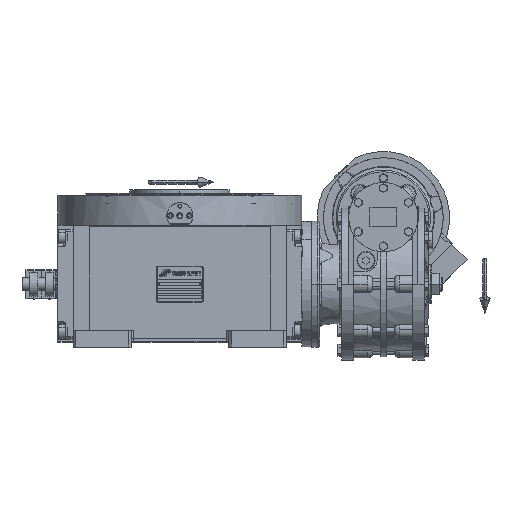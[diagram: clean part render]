
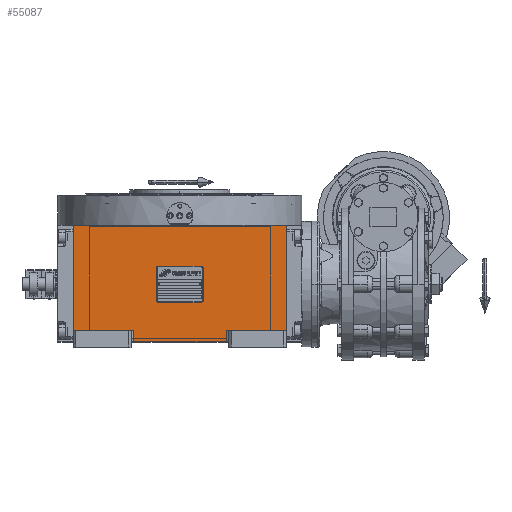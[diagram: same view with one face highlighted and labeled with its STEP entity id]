
A CAD part, top view. The second image highlights one B-rep face of the part: STEP entity #55087.
In plain terms, the highlighted planar face has unit normal (0, 0, 1).
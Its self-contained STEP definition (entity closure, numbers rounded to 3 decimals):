
#1509 = VECTOR ( 'NONE', #85649, 1000. ) ;
#2106 = CARTESIAN_POINT ( 'NONE',  ( 135., 75., 226. ) ) ;
#3485 = VERTEX_POINT ( 'NONE', #83608 ) ;
#4173 = CARTESIAN_POINT ( 'NONE',  ( 59., -73., 226. ) ) ;
#5109 = CARTESIAN_POINT ( 'NONE',  ( -135., -59., 226. ) ) ;
#7546 = CARTESIAN_POINT ( 'NONE',  ( 135., -59., 226. ) ) ;
#7701 = VECTOR ( 'NONE', #45463, 1000. ) ;
#8311 = LINE ( 'NONE', #119663, #46141 ) ;
#9152 = VERTEX_POINT ( 'NONE', #34269 ) ;
#15355 = DIRECTION ( 'NONE',  ( 0., 0., 1. ) ) ;
#19330 = CARTESIAN_POINT ( 'NONE',  ( 59., -59., 226. ) ) ;
#21043 = EDGE_CURVE ( 'NONE', #116976, #3485, #65189, .T. ) ;
#23706 = CARTESIAN_POINT ( 'NONE',  ( -135., 75., 226. ) ) ;
#24576 = VECTOR ( 'NONE', #89324, 1000. ) ;
#26285 = CARTESIAN_POINT ( 'NONE',  ( 135., -59., 226. ) ) ;
#31144 = CARTESIAN_POINT ( 'NONE',  ( -59., -73., 226. ) ) ;
#31575 = CARTESIAN_POINT ( 'NONE',  ( -135., -73., 226. ) ) ;
#32461 = DIRECTION ( 'NONE',  ( 1., 0., 0. ) ) ;
#34269 = CARTESIAN_POINT ( 'NONE',  ( -135., -59., 226. ) ) ;
#34328 = CARTESIAN_POINT ( 'NONE',  ( -59., -73., 226. ) ) ;
#34635 = ORIENTED_EDGE ( 'NONE', *, *, #50588, .T. ) ;
#34835 = CARTESIAN_POINT ( 'NONE',  ( 59., -59., 226. ) ) ;
#35497 = LINE ( 'NONE', #34835, #51173 ) ;
#38076 = DIRECTION ( 'NONE',  ( 1., 0., 0. ) ) ;
#38607 = EDGE_CURVE ( 'NONE', #116280, #67496, #53927, .T. ) ;
#41276 = VECTOR ( 'NONE', #126132, 1000. ) ;
#42524 = CARTESIAN_POINT ( 'NONE',  ( -59., -73., 226. ) ) ;
#45463 = DIRECTION ( 'NONE',  ( 0., 1., 0. ) ) ;
#45670 = CARTESIAN_POINT ( 'NONE',  ( -135., 75., 226. ) ) ;
#46141 = VECTOR ( 'NONE', #120974, 1000. ) ;
#48140 = LINE ( 'NONE', #42524, #67136 ) ;
#48167 = ORIENTED_EDGE ( 'NONE', *, *, #21043, .F. ) ;
#50588 = EDGE_CURVE ( 'NONE', #116976, #104533, #48140, .T. ) ;
#51170 = ORIENTED_EDGE ( 'NONE', *, *, #38607, .F. ) ;
#51173 = VECTOR ( 'NONE', #76400, 1000. ) ;
#53927 = LINE ( 'NONE', #23706, #54844 ) ;
#54844 = VECTOR ( 'NONE', #32461, 1000. ) ;
#55087 = ADVANCED_FACE ( 'NONE', ( #82564 ), #123393, .T. ) ;
#55538 = CARTESIAN_POINT ( 'NONE',  ( -135., -59., 226. ) ) ;
#55725 = EDGE_CURVE ( 'NONE', #9152, #116280, #125216, .T. ) ;
#58614 = VERTEX_POINT ( 'NONE', #7546 ) ;
#65189 = LINE ( 'NONE', #34328, #41276 ) ;
#67136 = VECTOR ( 'NONE', #38076, 1000. ) ;
#67496 = VERTEX_POINT ( 'NONE', #2106 ) ;
#69166 = VERTEX_POINT ( 'NONE', #19330 ) ;
#70879 = ORIENTED_EDGE ( 'NONE', *, *, #106585, .T. ) ;
#74465 = DIRECTION ( 'NONE',  ( 1., 0., 0. ) ) ;
#76400 = DIRECTION ( 'NONE',  ( 0., -1., 0. ) ) ;
#76872 = ORIENTED_EDGE ( 'NONE', *, *, #77030, .F. ) ;
#77030 = EDGE_CURVE ( 'NONE', #69166, #104533, #35497, .T. ) ;
#82564 = FACE_OUTER_BOUND ( 'NONE', #117129, .T. ) ;
#83608 = CARTESIAN_POINT ( 'NONE',  ( -59., -59., 226. ) ) ;
#85649 = DIRECTION ( 'NONE',  ( 1., 0., 0. ) ) ;
#86871 = ORIENTED_EDGE ( 'NONE', *, *, #90475, .T. ) ;
#89324 = DIRECTION ( 'NONE',  ( 0., 1., 0. ) ) ;
#90475 = EDGE_CURVE ( 'NONE', #69166, #58614, #8311, .T. ) ;
#93241 = AXIS2_PLACEMENT_3D ( 'NONE', #31575, #15355, #74465 ) ;
#97880 = ORIENTED_EDGE ( 'NONE', *, *, #55725, .F. ) ;
#104533 = VERTEX_POINT ( 'NONE', #4173 ) ;
#106585 = EDGE_CURVE ( 'NONE', #9152, #3485, #118430, .T. ) ;
#108740 = LINE ( 'NONE', #26285, #24576 ) ;
#116280 = VERTEX_POINT ( 'NONE', #45670 ) ;
#116976 = VERTEX_POINT ( 'NONE', #31144 ) ;
#117129 = EDGE_LOOP ( 'NONE', ( #34635, #76872, #86871, #129345, #51170, #97880, #70879, #48167 ) ) ;
#118430 = LINE ( 'NONE', #5109, #1509 ) ;
#118859 = EDGE_CURVE ( 'NONE', #58614, #67496, #108740, .T. ) ;
#119663 = CARTESIAN_POINT ( 'NONE',  ( 59., -59., 226. ) ) ;
#120974 = DIRECTION ( 'NONE',  ( 1., 0., 0. ) ) ;
#123393 = PLANE ( 'NONE',  #93241 ) ;
#125216 = LINE ( 'NONE', #55538, #7701 ) ;
#126132 = DIRECTION ( 'NONE',  ( 0., 1., 0. ) ) ;
#129345 = ORIENTED_EDGE ( 'NONE', *, *, #118859, .T. ) ;
